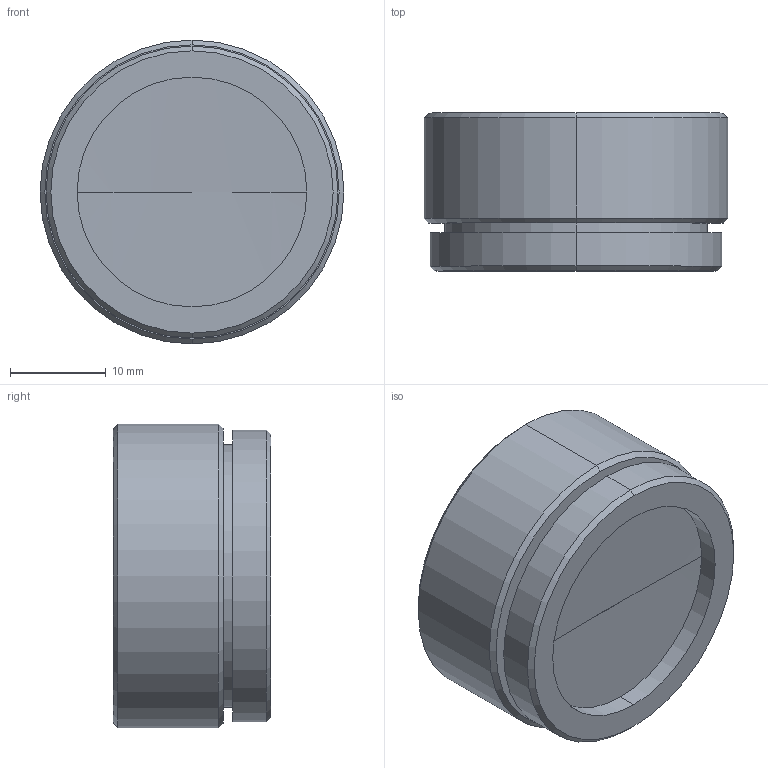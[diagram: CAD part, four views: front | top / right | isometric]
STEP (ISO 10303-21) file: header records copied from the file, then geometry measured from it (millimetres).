
FILE_DESCRIPTION (( 'STEP AP203' ), '1' );
FILE_NAME ('145264.STEP', '2024-12-17T03:28:20', ( '' ), ( '' ), 'SwSTEP 2.0', 'SolidWorks 2020', '' );
FILE_SCHEMA (( 'CONFIG_CONTROL_DESIGN' ));
Length unit declared in the file: millimetre
Products named in the file (1): 145264
Bounding box: 31.75 x 16.5 x 31.75 mm (x, y, z)
Volume: 7956.9 mm3; surface area: 7471.3 mm2
Topology: 4 solids, 4 shells, 54 faces, 122 edges, 72 vertices
Faces by surface type: cylinder 22, plane 16, sphere 8, cone 8
Entity records: 1509 total; most frequent: DIRECTION 284, CARTESIAN_POINT 233, ORIENTED_EDGE 220, AXIS2_PLACEMENT_3D 119, EDGE_CURVE 110, VERTEX_POINT 68, CIRCLE 64, EDGE_LOOP 62
